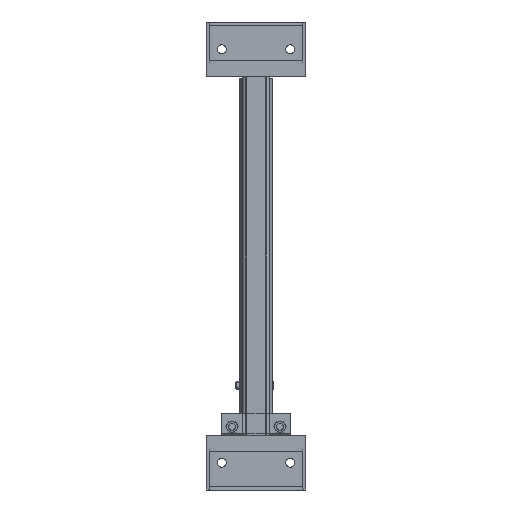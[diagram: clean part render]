
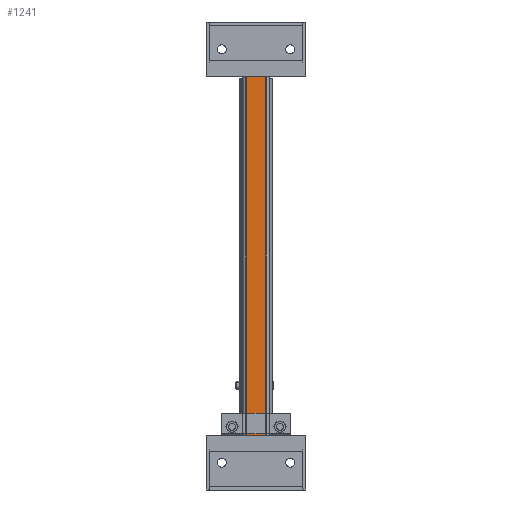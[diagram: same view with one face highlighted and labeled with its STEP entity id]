
A CAD part, left-side view. The second image highlights one B-rep face of the part: STEP entity #1241.
In plain terms, the highlighted face is planar.
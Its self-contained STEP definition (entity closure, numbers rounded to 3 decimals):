
#1241=ADVANCED_FACE('',(#2290),#2291,.T.);
#2290=FACE_OUTER_BOUND('',#3510,.T.);
#2291=PLANE('',#3511);
#3510=EDGE_LOOP('',(#7845,#7846,#7847,#7848));
#3511=AXIS2_PLACEMENT_3D('',#7849,#7850,#7851);
#7845=ORIENTED_EDGE('',*,*,#10226,.T.);
#7846=ORIENTED_EDGE('',*,*,#10227,.F.);
#7847=ORIENTED_EDGE('',*,*,#10002,.T.);
#7848=ORIENTED_EDGE('',*,*,#10228,.T.);
#7849=CARTESIAN_POINT('',(0.,20.,0.));
#7850=DIRECTION('',(0.,1.,0.));
#7851=DIRECTION('',(-1.,0.,0.));
#10002=EDGE_CURVE('',#11024,#11022,#11025,.T.);
#10226=EDGE_CURVE('',#11402,#11403,#11404,.T.);
#10227=EDGE_CURVE('',#11024,#11403,#11405,.T.);
#10228=EDGE_CURVE('',#11022,#11402,#11406,.T.);
#11022=VERTEX_POINT('',#12614);
#11024=VERTEX_POINT('',#12616);
#11025=LINE('',#12617,#12618);
#11402=VERTEX_POINT('',#13657);
#11403=VERTEX_POINT('',#13658);
#11404=LINE('',#13659,#13660);
#11405=LINE('',#13661,#13662);
#11406=LINE('',#13663,#13664);
#12614=CARTESIAN_POINT('',(-14.,20.,0.));
#12616=CARTESIAN_POINT('',(14.,20.,0.));
#12617=CARTESIAN_POINT('',(14.,20.,0.));
#12618=VECTOR('',#16484,1.);
#13657=CARTESIAN_POINT('',(-14.,20.,525.));
#13658=CARTESIAN_POINT('',(14.,20.,525.));
#13659=CARTESIAN_POINT('',(14.,20.,525.));
#13660=VECTOR('',#16794,1.);
#13661=CARTESIAN_POINT('',(14.,20.,0.));
#13662=VECTOR('',#16795,1.);
#13663=CARTESIAN_POINT('',(-14.,20.,0.));
#13664=VECTOR('',#16796,1.);
#16484=DIRECTION('',(-1.,0.,0.));
#16794=DIRECTION('',(1.,0.,0.));
#16795=DIRECTION('',(0.,0.,1.));
#16796=DIRECTION('',(0.,0.,1.));
